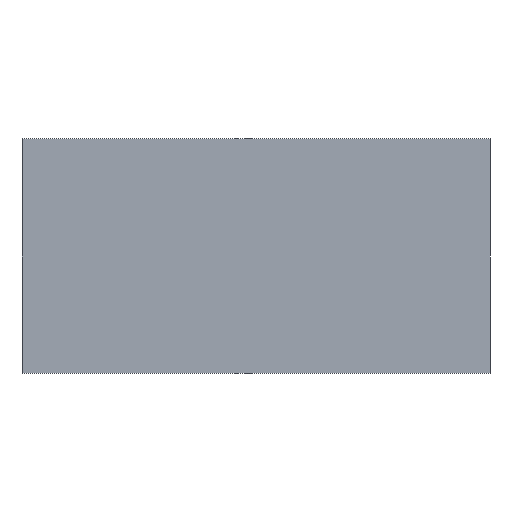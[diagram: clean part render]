
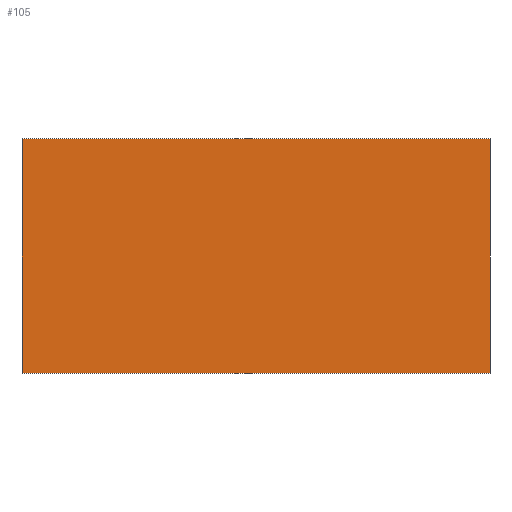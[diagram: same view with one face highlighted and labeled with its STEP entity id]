
A CAD part, front view. The second image highlights one B-rep face of the part: STEP entity #105.
In plain terms, the highlighted planar face has unit normal (0, -1, 0).
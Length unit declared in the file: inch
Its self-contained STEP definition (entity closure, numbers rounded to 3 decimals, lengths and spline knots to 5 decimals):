
#19=FACE_OUTER_BOUND('',#25,.T.);
#25=EDGE_LOOP('',(#87,#88,#89,#90));
#29=LINE('',#161,#41);
#33=LINE('',#168,#45);
#36=LINE('',#175,#48);
#38=LINE('',#178,#50);
#41=VECTOR('',#133,0.3937);
#45=VECTOR('',#139,0.3937);
#48=VECTOR('',#146,0.3937);
#50=VECTOR('',#150,0.3937);
#53=VERTEX_POINT('',#158);
#54=VERTEX_POINT('',#160);
#56=VERTEX_POINT('',#166);
#58=VERTEX_POINT('',#174);
#61=EDGE_CURVE('',#54,#53,#29,.T.);
#65=EDGE_CURVE('',#53,#56,#33,.T.);
#68=EDGE_CURVE('',#54,#58,#36,.T.);
#70=EDGE_CURVE('',#58,#56,#38,.T.);
#87=ORIENTED_EDGE('',*,*,#61,.T.);
#88=ORIENTED_EDGE('',*,*,#65,.T.);
#89=ORIENTED_EDGE('',*,*,#70,.F.);
#90=ORIENTED_EDGE('',*,*,#68,.F.);
#99=PLANE('',#125);
#105=ADVANCED_FACE('',(#19),#99,.T.);
#125=AXIS2_PLACEMENT_3D('',#177,#148,#149);
#133=DIRECTION('',(0.,0.,1.));
#139=DIRECTION('',(-1.,0.,0.));
#146=DIRECTION('',(-1.,0.,0.));
#148=DIRECTION('center_axis',(0.,-1.,0.));
#149=DIRECTION('ref_axis',(0.,0.,
1.));
#150=DIRECTION('',(0.,0.,1.));
#158=CARTESIAN_POINT('',(-343.5,0.,15.5625));
#160=CARTESIAN_POINT('',(-343.5,0.,-0.4375));
#161=CARTESIAN_POINT('',(-343.5,0.,3.5625));
#166=CARTESIAN_POINT('',(-375.375,0.,15.5625));
#168=CARTESIAN_POINT('',(0.,0.,15.5625));
#174=CARTESIAN_POINT('',(-375.375,0.,-0.4375));
#175=CARTESIAN_POINT('',(0.,0.,-0.4375));
#177=CARTESIAN_POINT('Origin',(0.,0.,-0.4375));
#178=CARTESIAN_POINT('',(-375.375,0.,-0.4375));
